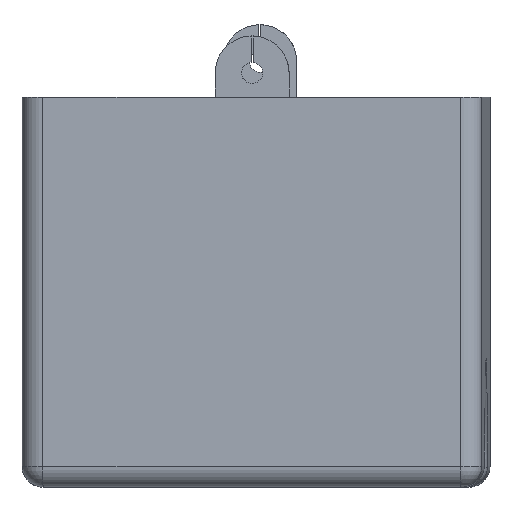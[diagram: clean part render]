
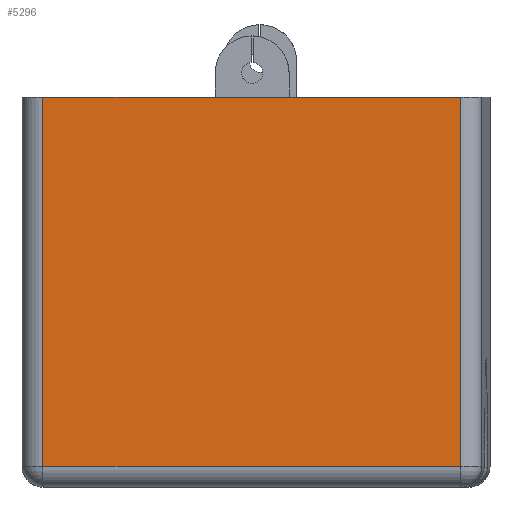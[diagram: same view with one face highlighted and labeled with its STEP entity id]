
A CAD part, front view. The second image highlights one B-rep face of the part: STEP entity #5296.
In plain terms, the highlighted face is planar.
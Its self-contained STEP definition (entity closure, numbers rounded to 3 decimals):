
#2 = LINE ( 'NONE', #2565, #1032 ) ;
#141 = EDGE_LOOP ( 'NONE', ( #4259, #6615, #1499, #7087 ) ) ;
#420 = CARTESIAN_POINT ( 'NONE',  ( -23.5, 0., 10.9 ) ) ;
#649 = CARTESIAN_POINT ( 'NONE',  ( -23.5, 2., 10.9 ) ) ;
#671 = VECTOR ( 'NONE', #1420, 1000. ) ;
#898 = CARTESIAN_POINT ( 'NONE',  ( -23.5, 17.5, -10.9 ) ) ;
#990 = VERTEX_POINT ( 'NONE', #5753 ) ;
#1032 = VECTOR ( 'NONE', #5100, 1000. ) ;
#1420 = DIRECTION ( 'NONE',  ( 0., 1., 0. ) ) ;
#1499 = ORIENTED_EDGE ( 'NONE', *, *, #6119, .T. ) ;
#1675 = EDGE_CURVE ( 'NONE', #8140, #990, #6629, .T. ) ;
#1915 = FACE_OUTER_BOUND ( 'NONE', #141, .T. ) ;
#2565 = CARTESIAN_POINT ( 'NONE',  ( -23.5, 2., -9.9 ) ) ;
#2977 = DIRECTION ( 'NONE',  ( 0., 0., 1. ) ) ;
#3195 = DIRECTION ( 'NONE',  ( 1., 0., 0. ) ) ;
#3213 = EDGE_CURVE ( 'NONE', #990, #6783, #2, .T. ) ;
#3442 = DIRECTION ( 'NONE',  ( 0., 0., -1. ) ) ;
#4227 = VECTOR ( 'NONE', #2977, 1000. ) ;
#4259 = ORIENTED_EDGE ( 'NONE', *, *, #1675, .T. ) ;
#4442 = CARTESIAN_POINT ( 'NONE',  ( -23.5, 0., -9.9 ) ) ;
#4578 = LINE ( 'NONE', #7126, #671 ) ;
#5100 = DIRECTION ( 'NONE',  ( 0., -1., 0. ) ) ;
#5296 = ADVANCED_FACE ( 'NONE', ( #1915 ), #6371, .F. ) ;
#5409 = EDGE_CURVE ( 'NONE', #8032, #8140, #4578, .T. ) ;
#5737 = DIRECTION ( 'NONE',  ( 0., 0., -1. ) ) ;
#5753 = CARTESIAN_POINT ( 'NONE',  ( -23.5, 17.5, -9.9 ) ) ;
#6119 = EDGE_CURVE ( 'NONE', #6783, #8032, #6145, .T. ) ;
#6145 = LINE ( 'NONE', #420, #4227 ) ;
#6371 = PLANE ( 'NONE',  #8279 ) ;
#6373 = CARTESIAN_POINT ( 'NONE',  ( -23.5, 17.5, 9.9 ) ) ;
#6615 = ORIENTED_EDGE ( 'NONE', *, *, #3213, .T. ) ;
#6629 = LINE ( 'NONE', #898, #7067 ) ;
#6783 = VERTEX_POINT ( 'NONE', #4442 ) ;
#7067 = VECTOR ( 'NONE', #3442, 1000. ) ;
#7087 = ORIENTED_EDGE ( 'NONE', *, *, #5409, .T. ) ;
#7126 = CARTESIAN_POINT ( 'NONE',  ( -23.5, 2., 9.9 ) ) ;
#7512 = CARTESIAN_POINT ( 'NONE',  ( -23.5, 0., 9.9 ) ) ;
#8032 = VERTEX_POINT ( 'NONE', #7512 ) ;
#8140 = VERTEX_POINT ( 'NONE', #6373 ) ;
#8279 = AXIS2_PLACEMENT_3D ( 'NONE', #649, #3195, #5737 ) ;
